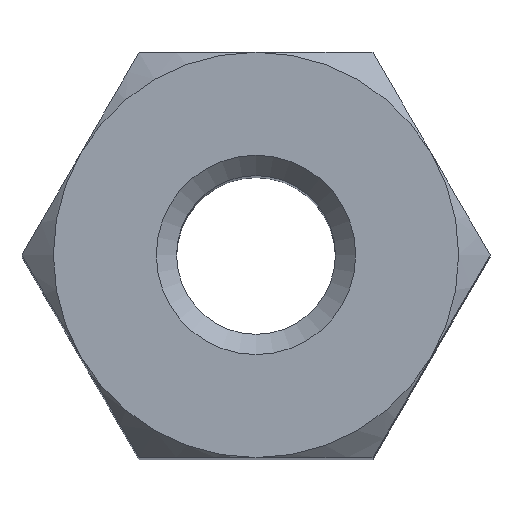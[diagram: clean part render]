
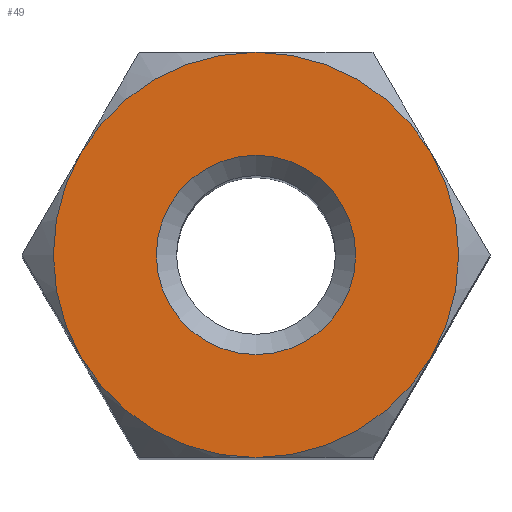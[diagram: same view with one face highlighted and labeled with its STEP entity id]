
A CAD part, top view. The second image highlights one B-rep face of the part: STEP entity #49.
In plain terms, the highlighted planar face has unit normal (0, 0, 1).
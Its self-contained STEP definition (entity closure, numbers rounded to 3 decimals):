
#49 = ADVANCED_FACE( '', ( #113, #114 ), #115, .T. );
#113 = FACE_BOUND( '', #194, .T. );
#114 = FACE_OUTER_BOUND( '', #195, .T. );
#115 = PLANE( '', #196 );
#194 = EDGE_LOOP( '', ( #273 ) );
#195 = EDGE_LOOP( '', ( #274, #275, #276, #277, #278, #279 ) );
#196 = AXIS2_PLACEMENT_3D( '', #280, #281, #282 );
#273 = ORIENTED_EDGE( '', *, *, #454, .T. );
#274 = ORIENTED_EDGE( '', *, *, #455, .F. );
#275 = ORIENTED_EDGE( '', *, *, #456, .F. );
#276 = ORIENTED_EDGE( '', *, *, #457, .F. );
#277 = ORIENTED_EDGE( '', *, *, #458, .T. );
#278 = ORIENTED_EDGE( '', *, *, #459, .F. );
#279 = ORIENTED_EDGE( '', *, *, #460, .F. );
#280 = CARTESIAN_POINT( '', ( 0., 0., 6. ) );
#281 = DIRECTION( '', ( 0., 0., 1. ) );
#282 = DIRECTION( '', ( 1., 0., 0. ) );
#454 = EDGE_CURVE( '', #526, #526, #527, .T. );
#455 = EDGE_CURVE( '', #528, #529, #530, .F. );
#456 = EDGE_CURVE( '', #531, #528, #532, .F. );
#457 = EDGE_CURVE( '', #533, #531, #534, .F. );
#458 = EDGE_CURVE( '', #533, #535, #536, .T. );
#459 = EDGE_CURVE( '', #537, #535, #538, .F. );
#460 = EDGE_CURVE( '', #529, #537, #539, .F. );
#526 = VERTEX_POINT( '', #635 );
#527 = CIRCLE( '', #636, 0.984 );
#528 = VERTEX_POINT( '', #637 );
#529 = VERTEX_POINT( '', #638 );
#530 = CIRCLE( '', #639, 2. );
#531 = VERTEX_POINT( '', #640 );
#532 = CIRCLE( '', #641, 2. );
#533 = VERTEX_POINT( '', #642 );
#534 = CIRCLE( '', #643, 2. );
#535 = VERTEX_POINT( '', #644 );
#536 = CIRCLE( '', #645, 2. );
#537 = VERTEX_POINT( '', #646 );
#538 = CIRCLE( '', #647, 2. );
#539 = CIRCLE( '', #648, 2. );
#635 = CARTESIAN_POINT( '', ( 0., 0.984, 6. ) );
#636 = AXIS2_PLACEMENT_3D( '', #857, #858, #859 );
#637 = CARTESIAN_POINT( '', ( 1.732, -1., 6. ) );
#638 = CARTESIAN_POINT( '', ( 0., -2., 6. ) );
#639 = AXIS2_PLACEMENT_3D( '', #860, #861, #862 );
#640 = CARTESIAN_POINT( '', ( 1.732, 1., 6. ) );
#641 = AXIS2_PLACEMENT_3D( '', #863, #864, #865 );
#642 = CARTESIAN_POINT( '', ( 0., 2., 6. ) );
#643 = AXIS2_PLACEMENT_3D( '', #866, #867, #868 );
#644 = CARTESIAN_POINT( '', ( -1.732, 1., 6. ) );
#645 = AXIS2_PLACEMENT_3D( '', #869, #870, #871 );
#646 = CARTESIAN_POINT( '', ( -1.732, -1., 6. ) );
#647 = AXIS2_PLACEMENT_3D( '', #872, #873, #874 );
#648 = AXIS2_PLACEMENT_3D( '', #875, #876, #877 );
#857 = CARTESIAN_POINT( '', ( 0., 0., 6. ) );
#858 = DIRECTION( '', ( 0., 0., -1. ) );
#859 = DIRECTION( '', ( 0., 1., 0. ) );
#860 = CARTESIAN_POINT( '', ( 0., 0., 6. ) );
#861 = DIRECTION( '', ( 0., 0., 1. ) );
#862 = DIRECTION( '', ( 1., 0., 0. ) );
#863 = CARTESIAN_POINT( '', ( 0., 0., 6. ) );
#864 = DIRECTION( '', ( 0., 0., 1. ) );
#865 = DIRECTION( '', ( 1., 0., 0. ) );
#866 = CARTESIAN_POINT( '', ( 0., 0., 6. ) );
#867 = DIRECTION( '', ( 0., 0., 1. ) );
#868 = DIRECTION( '', ( 1., 0., 0. ) );
#869 = CARTESIAN_POINT( '', ( 0., 0., 6. ) );
#870 = DIRECTION( '', ( 0., 0., 1. ) );
#871 = DIRECTION( '', ( 1., 0., 0. ) );
#872 = CARTESIAN_POINT( '', ( 0., 0., 6. ) );
#873 = DIRECTION( '', ( 0., 0., 1. ) );
#874 = DIRECTION( '', ( 1., 0., 0. ) );
#875 = CARTESIAN_POINT( '', ( 0., 0., 6. ) );
#876 = DIRECTION( '', ( 0., 0., 1. ) );
#877 = DIRECTION( '', ( 1., 0., 0. ) );
